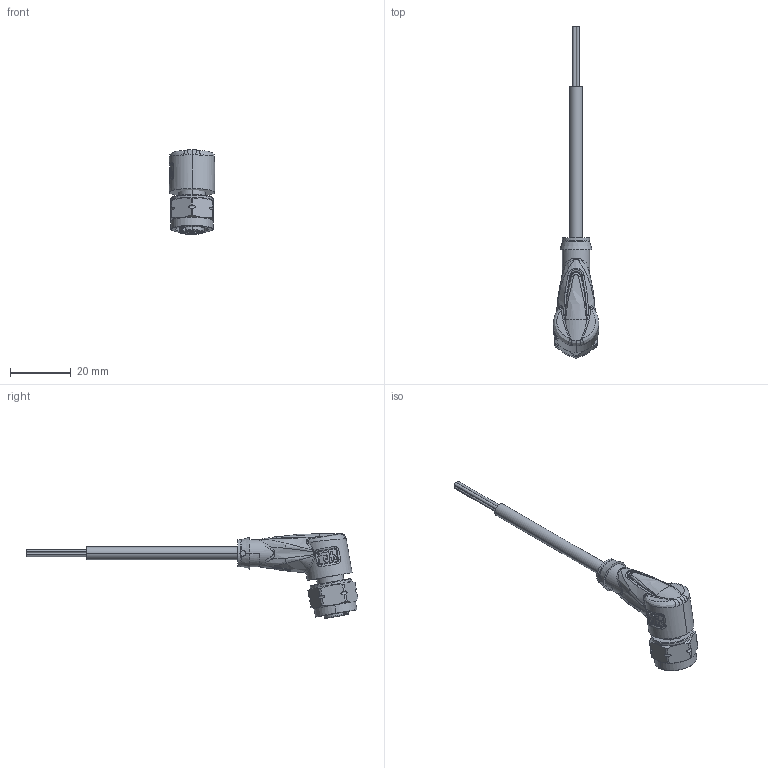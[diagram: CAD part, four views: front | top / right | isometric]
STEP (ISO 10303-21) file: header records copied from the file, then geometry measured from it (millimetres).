
FILE_DESCRIPTION(('STEP AP214'),'1');
FILE_NAME('cctmp_ACBE8816-7136-49A3-9ABA-D6258161634D_2022_04_27_10_55_42_0207..stp','2022-04-27T08:55:46',('KiM GmbH'),('CADClick - www.CADClick.com'),'Spatial InterOp 3D postprocessed',' ','unknown authorization');
FILE_SCHEMA(('AUTOMOTIVE_DESIGN'));
Length unit declared in the file: millimetre
Products named in the file (8): T193957_1; Connection2; Cable; Connection1; Connection1_3; Connection1_2; Connection1_1; T193957
Assembly tree (7 placements, depth 4):
  T193957
    T193957_1
      Connection2
      Cable
      Connection1
        Connection1_3
        Connection1_2
        Connection1_1
Bounding box: 15 x 109.68 x 28.05 mm (x, y, z)
Volume: 7049.6 mm3; surface area: 5482.1 mm2
Topology: 11 solids, 13 shells, 849 faces, 2174 edges, 1378 vertices
Faces by surface type: plane 340, cylinder 253, bspline 130, cone 62, torus 60, sphere 4
Entity records: 43921 total; most frequent: CARTESIAN_POINT 21360, ORIENTED_EDGE 4326, DIRECTION 3854, EDGE_CURVE 2163, VERTEX_POINT 1378, AXIS2_PLACEMENT_3D 1376, LINE 1102, VECTOR 1102
